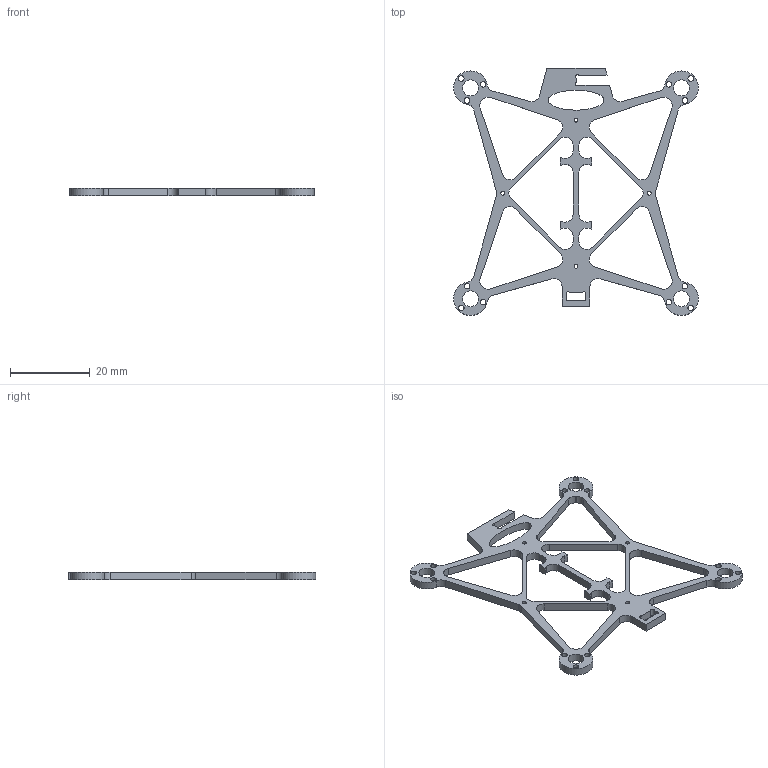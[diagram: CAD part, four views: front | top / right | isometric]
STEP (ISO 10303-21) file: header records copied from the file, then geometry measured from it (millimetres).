
FILE_DESCRIPTION(('Open CASCADE Model'),'2;1');
FILE_NAME('Open CASCADE Shape Model','2022-06-26T02:49:46',('Author'),( 'Open CASCADE'),'Open CASCADE STEP processor 7.5','Open CASCADE 7.5' ,'Unknown');
FILE_SCHEMA(('AUTOMOTIVE_DESIGN { 1 0 10303 214 1 1 1 1 }'));
Length unit declared in the file: millimetre
Products named in the file (1): Open CASCADE STEP translator 7.5 99
Bounding box: 61.5 x 62.13 x 2 mm (x, y, z)
Volume: 1883.1 mm3; surface area: 3651.8 mm2
Topology: 1 solids, 1 shells, 137 faces, 405 edges, 270 vertices
Faces by surface type: cylinder 78, plane 58, extrusion 1
Full cylindrical faces by diameter (mm): 1 x4, 1.4 x12, 4 x4
Entity records: 10175 total; most frequent: CARTESIAN_POINT 1979, DIRECTION 1574, VECTOR 880, LINE 879, ORIENTED_EDGE 810, PCURVE 810, DEFINITIONAL_REPRESENTATION 810, EDGE_CURVE 405
